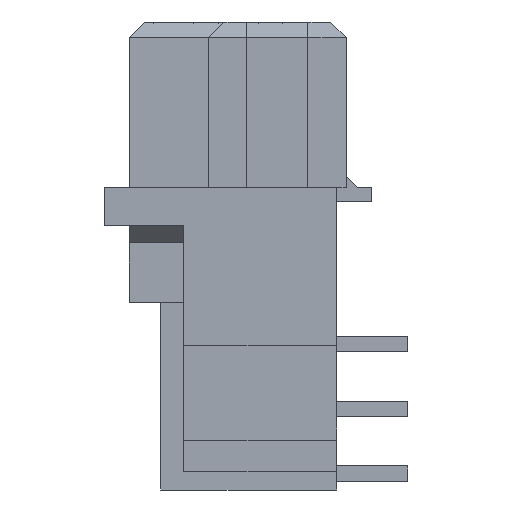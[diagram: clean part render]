
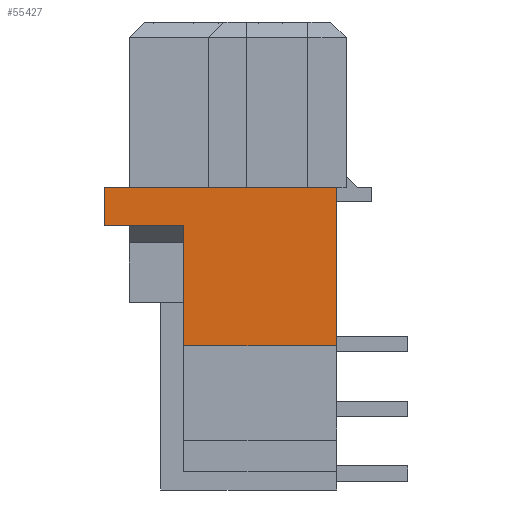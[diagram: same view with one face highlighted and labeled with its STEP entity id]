
A CAD part, left-side view. The second image highlights one B-rep face of the part: STEP entity #55427.
In plain terms, the highlighted planar face has unit normal (-1, 0, 0).
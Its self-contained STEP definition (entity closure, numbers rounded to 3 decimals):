
#20922=DIRECTION('',(0.,0.,-1.));
#20923=VECTOR('',#20922,4.7);
#20924=CARTESIAN_POINT('',(-57.15,2.14,-8.));
#20925=LINE('',#20924,#20923);
#21643=DIRECTION('',(0.,-1.,0.));
#21644=VECTOR('',#21643,3.11);
#21645=CARTESIAN_POINT('',(-57.15,5.25,-8.));
#21646=LINE('',#21645,#21644);
#21692=DIRECTION('',(0.,0.,1.));
#21693=VECTOR('',#21692,1.5);
#21694=CARTESIAN_POINT('',(-57.15,5.25,-8.));
#21695=LINE('',#21694,#21693);
#21699=DIRECTION('',(0.,-1.,0.));
#21700=VECTOR('',#21699,9.11);
#21701=CARTESIAN_POINT('',(-57.15,5.25,-6.5));
#21702=LINE('',#21701,#21700);
#21706=DIRECTION('',(0.,0.,-1.));
#21707=VECTOR('',#21706,6.2);
#21708=CARTESIAN_POINT('',(-57.15,-3.86,-6.5));
#21709=LINE('',#21708,#21707);
#21713=DIRECTION('',(0.,1.,0.));
#21714=VECTOR('',#21713,6.);
#21715=CARTESIAN_POINT('',(-57.15,-3.86,-12.7));
#21716=LINE('',#21715,#21714);
#31133=CARTESIAN_POINT('',(-57.15,5.25,-6.5));
#31134=CARTESIAN_POINT('',(-57.15,-3.86,-6.5));
#31135=VERTEX_POINT('',#31133);
#31136=VERTEX_POINT('',#31134);
#31137=CARTESIAN_POINT('',(-57.15,5.25,-8.));
#31138=VERTEX_POINT('',#31137);
#31225=CARTESIAN_POINT('',(-57.15,-3.86,-12.7));
#31226=CARTESIAN_POINT('',(-57.15,2.14,-12.7));
#31227=VERTEX_POINT('',#31225);
#31228=VERTEX_POINT('',#31226);
#33585=CARTESIAN_POINT('',(-57.15,2.14,-8.));
#33586=VERTEX_POINT('',#33585);
#55412=CARTESIAN_POINT('',(-57.15,0.,0.));
#55413=DIRECTION('',(1.,0.,0.));
#55414=DIRECTION('',(0.,1.,0.));
#55415=AXIS2_PLACEMENT_3D('',#55412,#55413,#55414);
#55416=PLANE('',#55415);
#55417=ORIENTED_EDGE('',*,*,#55373,.F.);
#55419=ORIENTED_EDGE('',*,*,#55418,.T.);
#55420=ORIENTED_EDGE('',*,*,#52872,.T.);
#55421=ORIENTED_EDGE('',*,*,#53290,.T.);
#55423=ORIENTED_EDGE('',*,*,#55422,.T.);
#55424=ORIENTED_EDGE('',*,*,#54637,.F.);
#55425=EDGE_LOOP('',(#55417,#55419,#55420,#55421,#55423,#55424));
#55426=FACE_OUTER_BOUND('',#55425,.F.);
#52872=EDGE_CURVE('',#31135,#31136,#21702,.T.);
#53290=EDGE_CURVE('',#31136,#31227,#21709,.T.);
#54637=EDGE_CURVE('',#33586,#31228,#20925,.T.);
#55373=EDGE_CURVE('',#31138,#33586,#21646,.T.);
#55418=EDGE_CURVE('',#31138,#31135,#21695,.T.);
#55422=EDGE_CURVE('',#31227,#31228,#21716,.T.);
#55427=ADVANCED_FACE('',(#55426),#55416,.F.);
